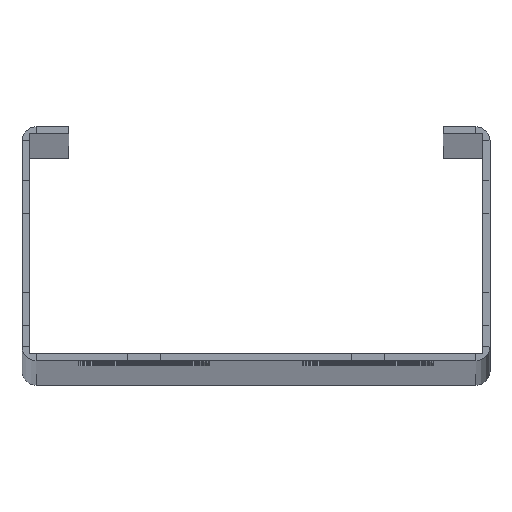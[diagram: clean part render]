
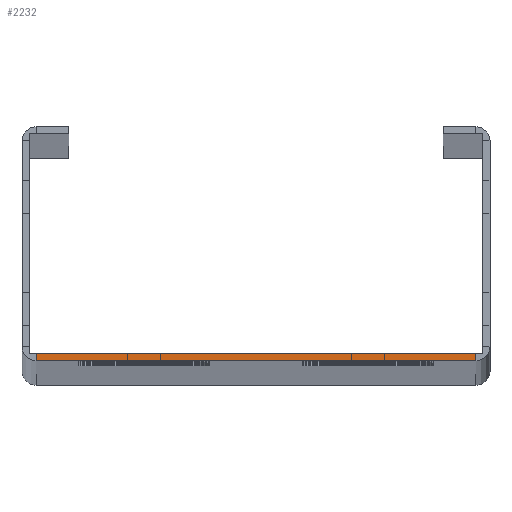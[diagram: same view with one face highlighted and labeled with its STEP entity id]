
A CAD part, top view. The second image highlights one B-rep face of the part: STEP entity #2232.
In plain terms, the highlighted planar face has unit normal (0, 0, 1).
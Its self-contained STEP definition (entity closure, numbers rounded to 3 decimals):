
#4 = LINE ( 'NONE', #11679, #8264 ) ;
#317 = CARTESIAN_POINT ( 'NONE',  ( 48.5, 3., 1500. ) ) ;
#1665 = VERTEX_POINT ( 'NONE', #11576 ) ;
#1838 = DIRECTION ( 'NONE',  ( 0., 1., 0. ) ) ;
#1884 = EDGE_CURVE ( 'NONE', #9037, #1665, #10586, .T. ) ;
#1992 = LINE ( 'NONE', #12168, #5959 ) ;
#2056 = DIRECTION ( 'NONE',  ( -1., 0., 0. ) ) ;
#2232 = ADVANCED_FACE ( 'NONE', ( #8298 ), #7168, .T. ) ;
#2908 = ORIENTED_EDGE ( 'NONE', *, *, #5637, .F. ) ;
#3255 = EDGE_CURVE ( 'NONE', #6307, #9037, #1992, .T. ) ;
#3359 = ORIENTED_EDGE ( 'NONE', *, *, #7380, .T. ) ;
#3466 = LINE ( 'NONE', #10043, #12922 ) ;
#3472 = DIRECTION ( 'NONE',  ( 0., -1., 0. ) ) ;
#4870 = CARTESIAN_POINT ( 'NONE',  ( 47., 1.5, 1500. ) ) ;
#5168 = CARTESIAN_POINT ( 'NONE',  ( 47., 0., 1500. ) ) ;
#5446 = ORIENTED_EDGE ( 'NONE', *, *, #1884, .T. ) ;
#5637 = EDGE_CURVE ( 'NONE', #6307, #7340, #3466, .T. ) ;
#5959 = VECTOR ( 'NONE', #1838, 1000. ) ;
#6307 = VERTEX_POINT ( 'NONE', #5168 ) ;
#6369 = ORIENTED_EDGE ( 'NONE', *, *, #3255, .T. ) ;
#7168 = PLANE ( 'NONE',  #9157 ) ;
#7340 = VERTEX_POINT ( 'NONE', #12594 ) ;
#7380 = EDGE_CURVE ( 'NONE', #1665, #7340, #4, .T. ) ;
#8264 = VECTOR ( 'NONE', #3472, 1000. ) ;
#8298 = FACE_OUTER_BOUND ( 'NONE', #13074, .T. ) ;
#9037 = VERTEX_POINT ( 'NONE', #4870 ) ;
#9157 = AXIS2_PLACEMENT_3D ( 'NONE', #317, #9513, #12003 ) ;
#9513 = DIRECTION ( 'NONE',  ( 0., 0., 1. ) ) ;
#10043 = CARTESIAN_POINT ( 'NONE',  ( 50., 0., 1500. ) ) ;
#10586 = LINE ( 'NONE', #14206, #13500 ) ;
#11576 = CARTESIAN_POINT ( 'NONE',  ( -47., 1.5, 1500. ) ) ;
#11679 = CARTESIAN_POINT ( 'NONE',  ( -47., 1.5, 1500. ) ) ;
#12003 = DIRECTION ( 'NONE',  ( 1., 0., 0. ) ) ;
#12021 = DIRECTION ( 'NONE',  ( -1., 0., 0. ) ) ;
#12168 = CARTESIAN_POINT ( 'NONE',  ( 47., 0., 1500. ) ) ;
#12594 = CARTESIAN_POINT ( 'NONE',  ( -47., 0., 1500. ) ) ;
#12922 = VECTOR ( 'NONE', #2056, 1000. ) ;
#13074 = EDGE_LOOP ( 'NONE', ( #2908, #6369, #5446, #3359 ) ) ;
#13500 = VECTOR ( 'NONE', #12021, 1000. ) ;
#14206 = CARTESIAN_POINT ( 'NONE',  ( 50., 1.5, 1500. ) ) ;
